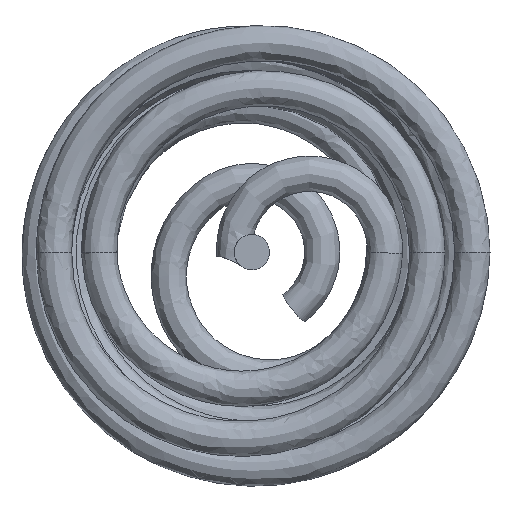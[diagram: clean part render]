
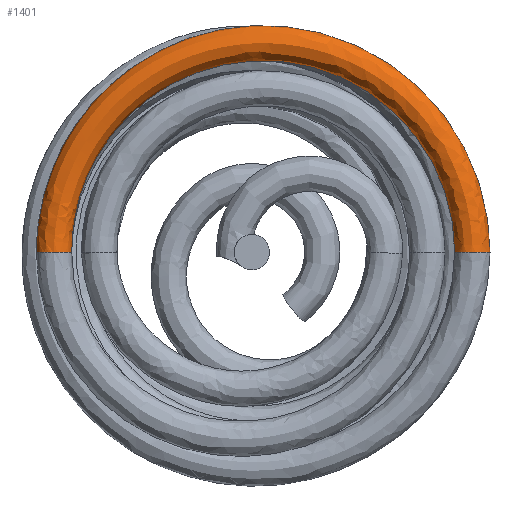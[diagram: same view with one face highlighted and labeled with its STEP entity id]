
A CAD part, front view. The second image highlights one B-rep face of the part: STEP entity #1401.
In plain terms, the highlighted free-form (B-spline) face has degree [3, 3] with [7, 4] control points.
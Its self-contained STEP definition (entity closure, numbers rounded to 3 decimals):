
#15 = CARTESIAN_POINT ( 'NONE',  ( -4.079, 0.883, -0.007 ) ) ;
#140 = EDGE_CURVE ( 'NONE', #1527, #2645, #272, .T. ) ;
#173 =( BOUNDED_CURVE ( )  B_SPLINE_CURVE ( 3, ( #2892, #955, #174, #3402 ),
 .UNSPECIFIED., .F., .F. ) 
 B_SPLINE_CURVE_WITH_KNOTS ( ( 4, 4 ),
 ( 0., 1. ),
 .UNSPECIFIED. ) 
 CURVE ( )  GEOMETRIC_REPRESENTATION_ITEM ( )  RATIONAL_B_SPLINE_CURVE ( ( 1., 0.333, 0.333, 1. ) ) 
 REPRESENTATION_ITEM ( '' )  );
#174 = CARTESIAN_POINT ( 'NONE',  ( -4.886, 0.084, 10.258 ) ) ;
#251 = FACE_OUTER_BOUND ( 'NONE', #446, .T. ) ;
#272 =( BOUNDED_CURVE ( )  B_SPLINE_CURVE ( 3, ( #411, #2099, #3189, #2082 ),
 .UNSPECIFIED., .F., .T. ) 
 B_SPLINE_CURVE_WITH_KNOTS ( ( 4, 4 ),
 ( 0., 1. ),
 .UNSPECIFIED. ) 
 CURVE ( )  GEOMETRIC_REPRESENTATION_ITEM ( )  RATIONAL_B_SPLINE_CURVE ( ( 1., 0.333, 0.333, 1. ) ) 
 REPRESENTATION_ITEM ( '' )  );
#341 = EDGE_CURVE ( 'NONE', #1527, #531, #1003, .T. ) ;
#374 = CARTESIAN_POINT ( 'NONE',  ( -4.878, 0.084, -0.007 ) ) ;
#411 = CARTESIAN_POINT ( 'NONE',  ( 4.587, 0.084, 0. ) ) ;
#446 = EDGE_LOOP ( 'NONE', ( #2668, #821, #3444, #2398 ) ) ;
#482 = CARTESIAN_POINT ( 'NONE',  ( 5.386, 0.084, 0. ) ) ;
#507 = CARTESIAN_POINT ( 'NONE',  ( -4.886, 0.084, 10.258 ) ) ;
#528 = CARTESIAN_POINT ( 'NONE',  ( 5.379, 0.084, 10.265 ) ) ;
#530 = CARTESIAN_POINT ( 'NONE',  ( -4.886, 0.084, 10.258 ) ) ;
#531 = VERTEX_POINT ( 'NONE', #482 ) ;
#547 = CARTESIAN_POINT ( 'NONE',  ( -4.086, 0.084, 8.659 ) ) ;
#582 = CARTESIAN_POINT ( 'NONE',  ( -4.878, -0.715, -0.007 ) ) ;
#786 = CARTESIAN_POINT ( 'NONE',  ( -4.079, 0.084, -0.007 ) ) ;
#821 = ORIENTED_EDGE ( 'NONE', *, *, #341, .T. ) ;
#841 = CARTESIAN_POINT ( 'NONE',  ( -4.079, 0.084, -0.007 ) ) ;
#880 = CARTESIAN_POINT ( 'NONE',  ( -4.479, 0.084, -0.007 ) ) ;
#955 = CARTESIAN_POINT ( 'NONE',  ( 5.379, 0.084, 10.265 ) ) ;
#1003 = CIRCLE ( 'NONE', #1305, 0.4 ) ;
#1015 = EDGE_CURVE ( 'NONE', #531, #1753, #173, .T. ) ;
#1052 = CARTESIAN_POINT ( 'NONE',  ( 4.58, 0.084, 8.666 ) ) ;
#1054 = CARTESIAN_POINT ( 'NONE',  ( 5.379, 0.084, 10.265 ) ) ;
#1087 = CARTESIAN_POINT ( 'NONE',  ( 4.587, -0.715, 0. ) ) ;
#1131 = EDGE_CURVE ( 'NONE', #2645, #1753, #3536, .T. ) ;
#1160 = CARTESIAN_POINT ( 'NONE',  ( 5.379, 0.883, 10.265 ) ) ;
#1267 = CARTESIAN_POINT ( 'NONE',  ( 4.987, 0.084, 0. ) ) ;
#1305 = AXIS2_PLACEMENT_3D ( 'NONE', #1267, #2971, #2096 ) ;
#1317 = CARTESIAN_POINT ( 'NONE',  ( 4.58, 0.883, 8.666 ) ) ;
#1335 = CARTESIAN_POINT ( 'NONE',  ( -4.079, -0.715, -0.007 ) ) ;
#1352 = CARTESIAN_POINT ( 'NONE',  ( -4.878, 0.084, -0.007 ) ) ;
#1401 = ADVANCED_FACE ( 'NONE', ( #251 ), #2493, .T. ) ;
#1459 = CARTESIAN_POINT ( 'NONE',  ( -4.878, 0.883, -0.007 ) ) ;
#1527 = VERTEX_POINT ( 'NONE', #2524 ) ;
#1635 = CARTESIAN_POINT ( 'NONE',  ( -4.086, -0.715, 8.659 ) ) ;
#1753 = VERTEX_POINT ( 'NONE', #2495 ) ;
#1773 = DIRECTION ( 'NONE',  ( -1., 0., 0. ) ) ;
#1948 = CARTESIAN_POINT ( 'NONE',  ( 4.58, -0.715, 8.666 ) ) ;
#1988 = DIRECTION ( 'NONE',  ( 0., 0., -1. ) ) ;
#2033 = CARTESIAN_POINT ( 'NONE',  ( -4.886, 0.883, 10.258 ) ) ;
#2082 = CARTESIAN_POINT ( 'NONE',  ( -4.079, 0.084, -0.007 ) ) ;
#2096 = DIRECTION ( 'NONE',  ( 1., 0., 0. ) ) ;
#2099 = CARTESIAN_POINT ( 'NONE',  ( 4.58, 0.084, 8.666 ) ) ;
#2194 = CARTESIAN_POINT ( 'NONE',  ( 5.386, -0.715, 0. ) ) ;
#2398 = ORIENTED_EDGE ( 'NONE', *, *, #1131, .F. ) ;
#2410 = CARTESIAN_POINT ( 'NONE',  ( -4.086, 0.883, 8.659 ) ) ;
#2444 = CARTESIAN_POINT ( 'NONE',  ( 5.386, 0.883, 0. ) ) ;
#2493 =( BOUNDED_SURFACE ( )  B_SPLINE_SURFACE ( 3, 3, ( 
 ( #3517, #1054, #530, #1352 ),
 ( #2444, #1160, #2033, #1459 ),
 ( #3367, #1317, #2410, #15 ),
 ( #3262, #1052, #547, #841 ),
 ( #1087, #1948, #1635, #1335 ),
 ( #2194, #2993, #3040, #582 ),
 ( #2975, #528, #507, #374 ) ),
 .UNSPECIFIED., .T., .F., .F. ) 
 B_SPLINE_SURFACE_WITH_KNOTS ( ( 4, 3, 4 ),
 ( 4, 4 ),
 ( 0., 0.5, 1. ),
 ( 0., 1. ),
 .UNSPECIFIED. ) 
 GEOMETRIC_REPRESENTATION_ITEM ( )  RATIONAL_B_SPLINE_SURFACE ( (
 ( 1., 0.333, 0.333, 1.),
 ( 0.333, 0.111, 0.111, 0.333),
 ( 0.333, 0.111, 0.111, 0.333),
 ( 1., 0.333, 0.333, 1.),
 ( 0.333, 0.111, 0.111, 0.333),
 ( 0.333, 0.111, 0.111, 0.333),
 ( 1., 0.333, 0.333, 1.) ) ) 
 REPRESENTATION_ITEM ( '' )  SURFACE ( )  );
#2495 = CARTESIAN_POINT ( 'NONE',  ( -4.878, 0.084, -0.007 ) ) ;
#2507 = AXIS2_PLACEMENT_3D ( 'NONE', #880, #1988, #1773 ) ;
#2524 = CARTESIAN_POINT ( 'NONE',  ( 4.587, 0.084, 0. ) ) ;
#2645 = VERTEX_POINT ( 'NONE', #786 ) ;
#2668 = ORIENTED_EDGE ( 'NONE', *, *, #140, .F. ) ;
#2892 = CARTESIAN_POINT ( 'NONE',  ( 5.386, 0.084, 0. ) ) ;
#2971 = DIRECTION ( 'NONE',  ( 0., 0., 1. ) ) ;
#2975 = CARTESIAN_POINT ( 'NONE',  ( 5.386, 0.084, 0. ) ) ;
#2993 = CARTESIAN_POINT ( 'NONE',  ( 5.379, -0.715, 10.265 ) ) ;
#3040 = CARTESIAN_POINT ( 'NONE',  ( -4.886, -0.715, 10.258 ) ) ;
#3189 = CARTESIAN_POINT ( 'NONE',  ( -4.086, 0.084, 8.659 ) ) ;
#3262 = CARTESIAN_POINT ( 'NONE',  ( 4.587, 0.084, 0. ) ) ;
#3367 = CARTESIAN_POINT ( 'NONE',  ( 4.587, 0.883, 0. ) ) ;
#3402 = CARTESIAN_POINT ( 'NONE',  ( -4.878, 0.084, -0.007 ) ) ;
#3444 = ORIENTED_EDGE ( 'NONE', *, *, #1015, .T. ) ;
#3517 = CARTESIAN_POINT ( 'NONE',  ( 5.386, 0.084, 0. ) ) ;
#3536 = CIRCLE ( 'NONE', #2507, 0.4 ) ;
